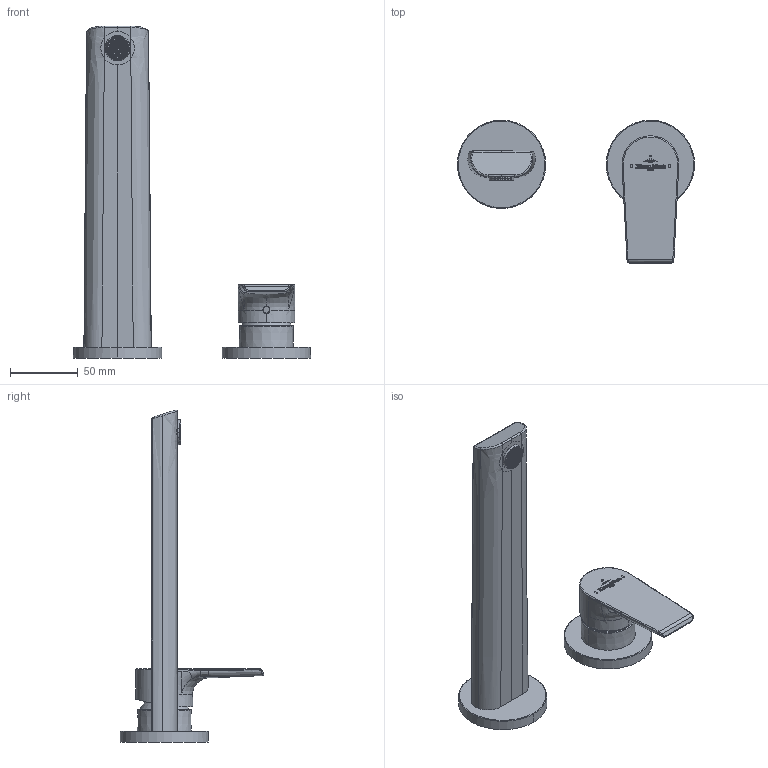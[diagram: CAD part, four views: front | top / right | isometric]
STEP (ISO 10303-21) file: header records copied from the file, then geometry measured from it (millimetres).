
FILE_DESCRIPTION((''),'2;1');
FILE_NAME('TVW107008003_3DPL','2025-10-20T10:33:26',('LazarovR'),(''),'CREO PARAMETRIC BY PTC INC, 2024253','CREO PARAMETRIC BY PTC INC, 2024253','');
FILE_SCHEMA(('AP242_MANAGED_MODEL_BASED_3D_ENGINEERING_MIM_LF { 1 0 10303 442 1 1 4 }'));
Products named in the file (1): TVW107008003_3DPL
Bounding box: 175.28 x 106.2 x 245.34 mm (x, y, z)
Volume: 320074.2 mm3; surface area: 56526.4 mm2
Topology: 2 solids, 2 shells, 1441 faces, 4261 edges, 2823 vertices
Faces by surface type: plane 1209, bspline 167, cylinder 46, torus 9, cone 6, sphere 2, extrusion 2
Entity records: 61665 total; most frequent: CARTESIAN_POINT 22894, ORIENTED_EDGE 8522, DIRECTION 6655, EDGE_CURVE 4261, VECTOR 3775, LINE 3773, VERTEX_POINT 2823, EDGE_LOOP 1776
